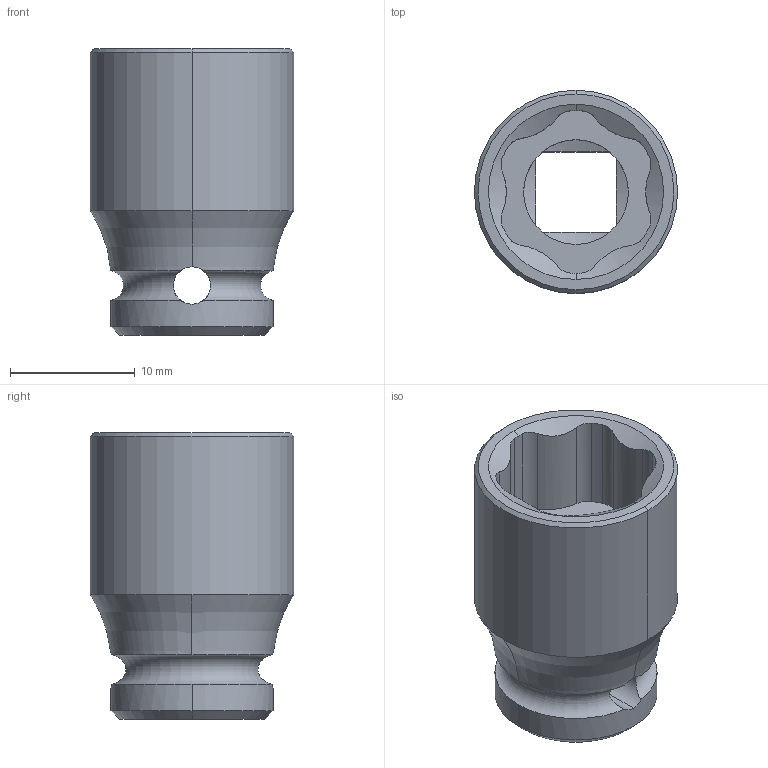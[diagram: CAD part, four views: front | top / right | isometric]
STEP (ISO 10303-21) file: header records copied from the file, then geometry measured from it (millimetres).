
FILE_DESCRIPTION((''),'2;1');
FILE_NAME('4027110811','2023-08-21T14:33:57',('A00565553'),(''),'CREO PARAMETRIC BY PTC INC, 2022414','CREO PARAMETRIC BY PTC INC, 2022414','');
FILE_SCHEMA(('CONFIG_CONTROL_DESIGN','GEOMETRIC_VALIDATION_PROPERTIES_MIM'));
Length unit declared in the file: millimetre
Products named in the file (1): 4027110811
Bounding box: 16.3 x 16.3 x 23 mm (x, y, z)
Volume: 2376.3 mm3; surface area: 2065.7 mm2
Topology: 1 solids, 1 shells, 73 faces, 197 edges, 124 vertices
Faces by surface type: cylinder 39, plane 16, cone 14, torus 4
Entity records: 2680 total; most frequent: CARTESIAN_POINT 749, ORIENTED_EDGE 394, DIRECTION 376, EDGE_CURVE 197, AXIS2_PLACEMENT_3D 155, VERTEX_POINT 124, CIRCLE 82, EDGE_LOOP 77
